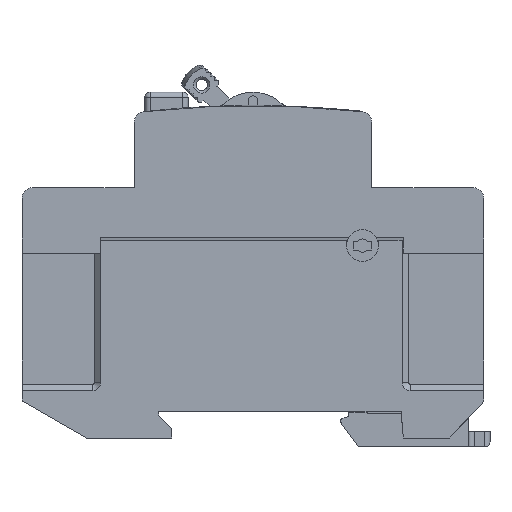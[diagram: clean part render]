
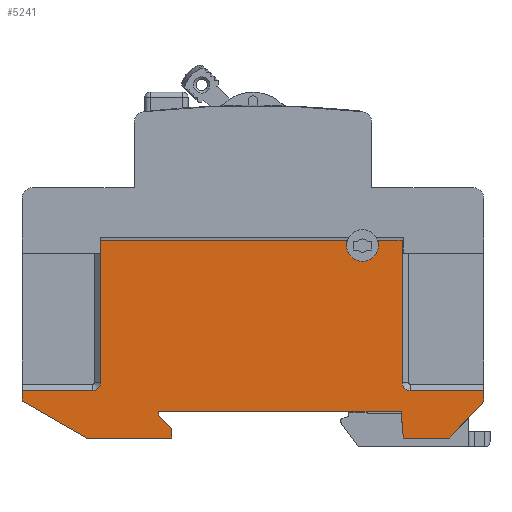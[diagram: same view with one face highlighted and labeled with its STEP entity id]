
A CAD part, left-side view. The second image highlights one B-rep face of the part: STEP entity #5241.
In plain terms, the highlighted face is planar.
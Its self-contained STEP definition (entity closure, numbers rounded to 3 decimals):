
#19=DIRECTION('',(0.,1.,0.));
#20=VECTOR('',#19,1.);
#21=CARTESIAN_POINT('',(17.75,-37.45,0.));
#22=LINE('',#21,#20);
#27=CARTESIAN_POINT('',(20.75,-36.45,0.));
#28=DIRECTION('',(0.,0.,-1.));
#29=DIRECTION('',(-1.,0.,0.));
#30=AXIS2_PLACEMENT_3D('',#27,#28,#29);
#35=DIRECTION('',(0.,1.,0.));
#36=VECTOR('',#35,2.45);
#37=CARTESIAN_POINT('',(28.25,-37.45,0.));
#38=LINE('',#37,#36);
#42=CARTESIAN_POINT('',(29.75,-10.5,0.));
#43=DIRECTION('',(0.,0.,-1.));
#44=DIRECTION('',(-1.,0.,0.));
#45=AXIS2_PLACEMENT_3D('',#42,#43,#44);
#50=DIRECTION('',(0.,1.,0.));
#51=VECTOR('',#50,2.);
#52=CARTESIAN_POINT('',(43.75,-9.,0.));
#53=LINE('',#52,#51);
#57=DIRECTION('',(-0.682,0.731,0.));
#58=VECTOR('',#57,9.571);
#59=CARTESIAN_POINT('',(43.75,-7.,0.));
#60=LINE('',#59,#58);
#64=DIRECTION('',(-1.,0.,0.));
#65=VECTOR('',#64,8.735);
#66=CARTESIAN_POINT('',(37.222,0.,0.));
#67=LINE('',#66,#65);
#71=DIRECTION('',(-0.087,-0.996,0.));
#72=VECTOR('',#71,5.019);
#73=CARTESIAN_POINT('',(28.487,0.,0.));
#74=LINE('',#73,#72);
#78=DIRECTION('',(-1.,0.,0.));
#79=VECTOR('',#78,45.9);
#80=CARTESIAN_POINT('',(28.05,-5.,0.));
#81=LINE('',#80,#79);
#85=DIRECTION('',(0.,1.,0.));
#86=VECTOR('',#85,0.65);
#87=CARTESIAN_POINT('',(-17.85,-5.,0.));
#88=LINE('',#87,#86);
#92=DIRECTION('',(0.707,0.707,0.));
#93=VECTOR('',#92,3.536);
#94=CARTESIAN_POINT('',(-17.85,-4.35,0.));
#95=LINE('',#94,#93);
#99=DIRECTION('',(0.,1.,0.));
#100=VECTOR('',#99,1.85);
#101=CARTESIAN_POINT('',(-15.35,-1.85,0.));
#102=LINE('',#101,#100);
#106=DIRECTION('',(-1.,0.,0.));
#107=VECTOR('',#106,16.276);
#108=CARTESIAN_POINT('',(-15.35,0.,0.));
#109=LINE('',#108,#107);
#113=DIRECTION('',(-0.866,-0.5,0.));
#114=VECTOR('',#113,14.);
#115=CARTESIAN_POINT('',(-31.626,0.,0.));
#116=LINE('',#115,#114);
#120=DIRECTION('',(0.,-1.,0.));
#121=VECTOR('',#120,2.);
#122=CARTESIAN_POINT('',(-43.75,-7.,0.));
#123=LINE('',#122,#121);
#127=CARTESIAN_POINT('',(-30.35,-10.5,0.));
#128=DIRECTION('',(0.,0.,-1.));
#129=DIRECTION('',(0.,1.,0.));
#130=AXIS2_PLACEMENT_3D('',#127,#128,#129);
#157=DIRECTION('',(-1.,0.,0.));
#158=VECTOR('',#157,46.6);
#159=CARTESIAN_POINT('',(17.75,-37.45,0.));
#160=LINE('',#159,#158);
#179=DIRECTION('',(0.,1.,0.));
#180=VECTOR('',#179,2.45);
#181=CARTESIAN_POINT('',(-28.85,-37.45,0.));
#182=LINE('',#181,#180);
#311=DIRECTION('',(0.,1.,0.));
#312=VECTOR('',#311,1.);
#313=CARTESIAN_POINT('',(23.75,-37.45,0.));
#314=LINE('',#313,#312);
#2818=DIRECTION('',(0.,1.,0.));
#2819=VECTOR('',#2818,24.5);
#2820=CARTESIAN_POINT('',(-28.85,-35.,0.));
#2821=LINE('',#2820,#2819);
#2868=DIRECTION('',(-1.,0.,0.));
#2869=VECTOR('',#2868,13.4);
#2870=CARTESIAN_POINT('',(-30.35,-9.,
0.));
#2871=LINE('',#2870,#2869);
#3912=DIRECTION('',(-1.,0.,0.));
#3913=VECTOR('',#3912,14.);
#3914=CARTESIAN_POINT('',(43.75,-9.,0.));
#3915=LINE('',#3914,#3913);
#3969=DIRECTION('',(0.,-1.,0.));
#3970=VECTOR('',#3969,24.5);
#3971=CARTESIAN_POINT('',(28.25,-10.5,
0.));
#3972=LINE('',#3971,#3970);
#4386=DIRECTION('',(-1.,0.,0.));
#4387=VECTOR('',#4386,4.5);
#4388=CARTESIAN_POINT('',(28.25,-37.45,0.));
#4389=LINE('',#4388,#4387);
#4393=CARTESIAN_POINT('',(17.75,-37.45,0.));
#4394=CARTESIAN_POINT('',(17.75,-36.45,0.));
#4395=VERTEX_POINT('',#4393);
#4396=VERTEX_POINT('',#4394);
#4397=CARTESIAN_POINT('',(23.75,-36.45,0.));
#4398=VERTEX_POINT('',#4397);
#4399=CARTESIAN_POINT('',(23.75,-37.45,0.));
#4400=VERTEX_POINT('',#4399);
#4401=CARTESIAN_POINT('',(28.25,-37.45,0.));
#4402=VERTEX_POINT('',#4401);
#4403=CARTESIAN_POINT('',(28.25,-35.,0.));
#4404=VERTEX_POINT('',#4403);
#4405=CARTESIAN_POINT('',(28.25,-10.5,
0.));
#4406=VERTEX_POINT('',#4405);
#4407=CARTESIAN_POINT('',(29.75,-9.,
0.));
#4408=VERTEX_POINT('',#4407);
#4409=CARTESIAN_POINT('',(43.75,-9.,0.));
#4410=VERTEX_POINT('',#4409);
#4411=CARTESIAN_POINT('',(43.75,-7.,0.));
#4412=VERTEX_POINT('',#4411);
#4413=CARTESIAN_POINT('',(37.222,0.,0.));
#4414=VERTEX_POINT('',#4413);
#4415=CARTESIAN_POINT('',(28.487,0.,0.));
#4416=VERTEX_POINT('',#4415);
#4417=CARTESIAN_POINT('',(28.05,-5.,0.));
#4418=VERTEX_POINT('',#4417);
#4419=CARTESIAN_POINT('',(-17.85,-5.,0.));
#4420=VERTEX_POINT('',#4419);
#4421=CARTESIAN_POINT('',(-17.85,-4.35,0.));
#4422=VERTEX_POINT('',#4421);
#4423=CARTESIAN_POINT('',(-15.35,-1.85,0.));
#4424=VERTEX_POINT('',#4423);
#4425=CARTESIAN_POINT('',(-15.35,0.,0.));
#4426=VERTEX_POINT('',#4425);
#4427=CARTESIAN_POINT('',(-31.626,0.,0.));
#4428=VERTEX_POINT('',#4427);
#4429=CARTESIAN_POINT('',(-43.75,-7.,0.));
#4430=VERTEX_POINT('',#4429);
#4431=CARTESIAN_POINT('',(-43.75,-9.,0.));
#4432=VERTEX_POINT('',#4431);
#4433=CARTESIAN_POINT('',(-30.35,-9.,
0.));
#4434=VERTEX_POINT('',#4433);
#4435=CARTESIAN_POINT('',(-28.85,-10.5,
0.));
#4436=VERTEX_POINT('',#4435);
#4437=CARTESIAN_POINT('',(-28.85,-35.,0.));
#4438=VERTEX_POINT('',#4437);
#4439=CARTESIAN_POINT('',(-28.85,-37.45,0.));
#4440=VERTEX_POINT('',#4439);
#5186=CARTESIAN_POINT('',(0.,0.,0.));
#5187=DIRECTION('',(0.,0.,1.));
#5188=DIRECTION('',(-1.,0.,0.));
#5189=AXIS2_PLACEMENT_3D('',#5186,#5187,#5188);
#5190=PLANE('',#5189);
#5192=ORIENTED_EDGE('',*,*,#5191,.T.);
#5194=ORIENTED_EDGE('',*,*,#5193,.T.);
#5196=ORIENTED_EDGE('',*,*,#5195,.F.);
#5198=ORIENTED_EDGE('',*,*,#5197,.F.);
#5200=ORIENTED_EDGE('',*,*,#5199,.T.);
#5202=ORIENTED_EDGE('',*,*,#5201,.F.);
#5204=ORIENTED_EDGE('',*,*,#5203,.T.);
#5206=ORIENTED_EDGE('',*,*,#5205,.F.);
#5208=ORIENTED_EDGE('',*,*,#5207,.T.);
#5210=ORIENTED_EDGE('',*,*,#5209,.T.);
#5212=ORIENTED_EDGE('',*,*,#5211,.T.);
#5214=ORIENTED_EDGE('',*,*,#5213,.T.);
#5216=ORIENTED_EDGE('',*,*,#5215,.T.);
#5218=ORIENTED_EDGE('',*,*,#5217,.T.);
#5220=ORIENTED_EDGE('',*,*,#5219,.T.);
#5222=ORIENTED_EDGE('',*,*,#5221,.T.);
#5224=ORIENTED_EDGE('',*,*,#5223,.T.);
#5226=ORIENTED_EDGE('',*,*,#5225,.T.);
#5228=ORIENTED_EDGE('',*,*,#5227,.T.);
#5230=ORIENTED_EDGE('',*,*,#5229,.F.);
#5232=ORIENTED_EDGE('',*,*,#5231,.T.);
#5234=ORIENTED_EDGE('',*,*,#5233,.F.);
#5236=ORIENTED_EDGE('',*,*,#5235,.F.);
#5238=ORIENTED_EDGE('',*,*,#5237,.F.);
#5239=EDGE_LOOP('',(#5192,#5194,#5196,#5198,#5200,#5202,#5204,#5206,#5208,#5210,
#5212,#5214,#5216,#5218,#5220,#5222,#5224,#5226,#5228,#5230,#5232,#5234,#5236,
#5238));
#5240=FACE_OUTER_BOUND('',#5239,.F.);
#31=CIRCLE('',#30,3.);
#46=CIRCLE('',#45,1.5);
#131=CIRCLE('',#130,1.5);
#5191=EDGE_CURVE('',#4395,#4396,#22,.T.);
#5193=EDGE_CURVE('',#4396,#4398,#31,.T.);
#5195=EDGE_CURVE('',#4400,#4398,#314,.T.);
#5197=EDGE_CURVE('',#4402,#4400,#4389,.T.);
#5199=EDGE_CURVE('',#4402,#4404,#38,.T.);
#5201=EDGE_CURVE('',#4406,#4404,#3972,.T.);
#5203=EDGE_CURVE('',#4406,#4408,#46,.T.);
#5205=EDGE_CURVE('',#4410,#4408,#3915,.T.);
#5207=EDGE_CURVE('',#4410,#4412,#53,.T.);
#5209=EDGE_CURVE('',#4412,#4414,#60,.T.);
#5211=EDGE_CURVE('',#4414,#4416,#67,.T.);
#5213=EDGE_CURVE('',#4416,#4418,#74,.T.);
#5215=EDGE_CURVE('',#4418,#4420,#81,.T.);
#5217=EDGE_CURVE('',#4420,#4422,#88,.T.);
#5219=EDGE_CURVE('',#4422,#4424,#95,.T.);
#5221=EDGE_CURVE('',#4424,#4426,#102,.T.);
#5223=EDGE_CURVE('',#4426,#4428,#109,.T.);
#5225=EDGE_CURVE('',#4428,#4430,#116,.T.);
#5227=EDGE_CURVE('',#4430,#4432,#123,.T.);
#5229=EDGE_CURVE('',#4434,#4432,#2871,.T.);
#5231=EDGE_CURVE('',#4434,#4436,#131,.T.);
#5233=EDGE_CURVE('',#4438,#4436,#2821,.T.);
#5235=EDGE_CURVE('',#4440,#4438,#182,.T.);
#5237=EDGE_CURVE('',#4395,#4440,#160,.T.);
#5241=ADVANCED_FACE('',(#5240),#5190,.F.);
